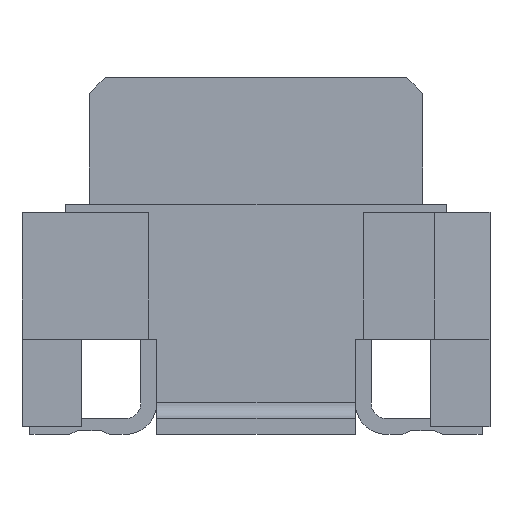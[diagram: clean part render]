
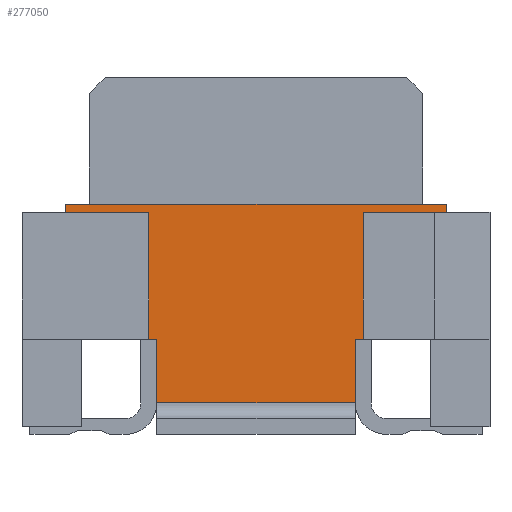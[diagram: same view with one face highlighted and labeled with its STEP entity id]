
A CAD part, front view. The second image highlights one B-rep face of the part: STEP entity #277050.
In plain terms, the highlighted planar face has unit normal (0, -1, 0).
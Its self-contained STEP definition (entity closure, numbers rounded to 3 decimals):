
#127200=CARTESIAN_POINT('',(-2.709,-20.91,0.208))
;
#127210=VERTEX_POINT('',#127200);
#127240=CARTESIAN_POINT('',(0.,-20.91,0.208));
#127250=DIRECTION('',(-1.,0.,0.));
#127260=VECTOR('',#127250,1.);
#127270=LINE('',#127240,#127260);
#127280=CARTESIAN_POINT('',(-2.609,-20.91,0.208))
;
#127290=VERTEX_POINT('',#127280);
#127300=EDGE_CURVE('',#127290,#127210,#127270,.T.);
#127520=CARTESIAN_POINT('',(-0.109,-20.91,0.208)
);
#127530=VERTEX_POINT('',#127520);
#127560=CARTESIAN_POINT('',(0.,-20.91,0.208));
#127570=DIRECTION('',(-1.,0.,0.));
#127580=VECTOR('',#127570,1.);
#127590=LINE('',#127560,#127580);
#127600=CARTESIAN_POINT('',(-0.009,-20.91,
0.208));
#127610=VERTEX_POINT('',#127600);
#127620=EDGE_CURVE('',#127610,#127530,#127590,.T.);
#275510=CARTESIAN_POINT('',(-0.109,-20.91,-0.592
));
#275520=VERTEX_POINT('',#275510);
#275700=CARTESIAN_POINT('',(-2.609,-20.91,-0.592)
);
#275710=VERTEX_POINT('',#275700);
#275740=CARTESIAN_POINT('',(0.,-20.91,-0.592));
#275750=DIRECTION('',(-1.,0.,0.));
#275760=VECTOR('',#275750,1.);
#275770=LINE('',#275740,#275760);
#275780=EDGE_CURVE('',#275520,#275710,#275770,.T.);
#275970=CARTESIAN_POINT('',(-2.609,-20.91,0.));
#275980=DIRECTION('',(0.,0.,1.));
#275990=VECTOR('',#275980,1.);
#276000=LINE('',#275970,#275990);
#276010=EDGE_CURVE('',#275710,#127290,#276000,.T.);
#276380=CARTESIAN_POINT('',(-2.609,-20.91,1.408));
#276390=DIRECTION('',(-0.,-1.,-0.));
#276400=DIRECTION('',(-1.,0.,0.));
#276410=AXIS2_PLACEMENT_3D('',#276380,#276390,#276400);
#276420=PLANE('',#276410);
#276430=ORIENTED_EDGE('',*,*,#276010,.F.);
#276440=ORIENTED_EDGE('',*,*,#127300,.F.);
#276450=CARTESIAN_POINT('',(-2.709,-20.91,0.));
#276460=DIRECTION('',(0.,0.,-1.));
#276470=VECTOR('',#276460,1.);
#276480=LINE('',#276450,#276470);
#276490=CARTESIAN_POINT('',(-2.709,-20.91,1.808));
#276500=VERTEX_POINT('',#276490);
#276510=EDGE_CURVE('',#276500,#127210,#276480,.T.);
#276520=ORIENTED_EDGE('',*,*,#276510,.T.);
#276530=CARTESIAN_POINT('',(0.,-20.91,1.808));
#276540=DIRECTION('',(-1.,0.,0.));
#276550=VECTOR('',#276540,1.);
#276560=LINE('',#276530,#276550);
#276570=CARTESIAN_POINT('',(-3.759,-20.91,1.808));
#276580=VERTEX_POINT('',#276570);
#276590=EDGE_CURVE('',#276500,#276580,#276560,.T.);
#276600=ORIENTED_EDGE('',*,*,#276590,.F.);
#276610=CARTESIAN_POINT('',(-3.759,-20.91,1.408));
#276620=DIRECTION('',(0.,0.,-1.));
#276630=VECTOR('',#276620,1.);
#276640=LINE('',#276610,#276630);
#276650=CARTESIAN_POINT('',(-3.759,-20.91,1.908));
#276660=VERTEX_POINT('',#276650);
#276670=EDGE_CURVE('',#276660,#276580,#276640,.T.);
#276680=ORIENTED_EDGE('',*,*,#276670,.T.);
#276690=CARTESIAN_POINT('',(-1.359,-20.91,1.908));
#276700=DIRECTION('',(-1.,0.,0.));
#276710=VECTOR('',#276700,1.);
#276720=LINE('',#276690,#276710);
#276730=CARTESIAN_POINT('',(1.041,-20.91,1.908));
#276740=VERTEX_POINT('',#276730);
#276750=EDGE_CURVE('',#276740,#276660,#276720,.T.);
#276760=ORIENTED_EDGE('',*,*,#276750,.T.);
#276770=CARTESIAN_POINT('',(1.041,-20.91,1.408));
#276780=DIRECTION('',(0.,0.,1.));
#276790=VECTOR('',#276780,1.);
#276800=LINE('',#276770,#276790);
#276810=CARTESIAN_POINT('',(1.041,-20.91,1.808));
#276820=VERTEX_POINT('',#276810);
#276830=EDGE_CURVE('',#276820,#276740,#276800,.T.);
#276840=ORIENTED_EDGE('',*,*,#276830,.T.);
#276850=CARTESIAN_POINT('',(-0.009,-20.91,1.808
));
#276860=VERTEX_POINT('',#276850);
#276870=EDGE_CURVE('',#276820,#276860,#276560,.T.);
#276880=ORIENTED_EDGE('',*,*,#276870,.F.);
#276890=CARTESIAN_POINT('',(-0.009,-20.91,0.));
#276900=DIRECTION('',(0.,0.,-1.));
#276910=VECTOR('',#276900,1.);
#276920=LINE('',#276890,#276910);
#276930=EDGE_CURVE('',#276860,#127610,#276920,.T.);
#276940=ORIENTED_EDGE('',*,*,#276930,.F.);
#276950=ORIENTED_EDGE('',*,*,#127620,.F.);
#276960=CARTESIAN_POINT('',(-0.109,-20.91,0.));
#276970=DIRECTION('',(0.,0.,-1.));
#276980=VECTOR('',#276970,1.);
#276990=LINE('',#276960,#276980);
#277000=EDGE_CURVE('',#127530,#275520,#276990,.T.);
#277010=ORIENTED_EDGE('',*,*,#277000,.F.);
#277020=ORIENTED_EDGE('',*,*,#275780,.F.);
#277030=EDGE_LOOP('',(#277020,#277010,#276950,#276940,#276880,#276840,
#276760,#276680,#276600,#276520,#276440,#276430));
#277040=FACE_OUTER_BOUND('',#277030,.T.);
#277050=ADVANCED_FACE('',(#277040),#276420,.T.);
